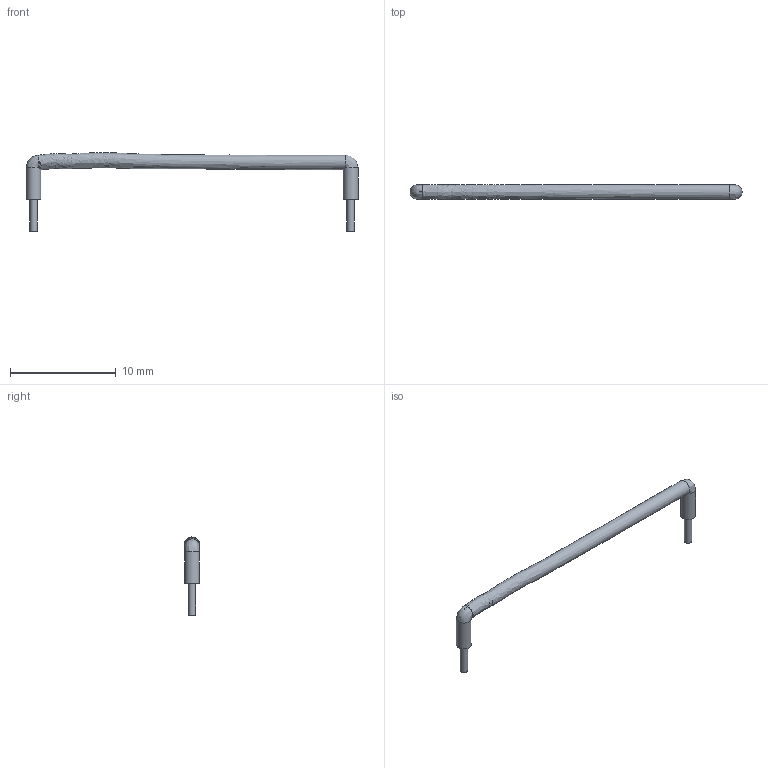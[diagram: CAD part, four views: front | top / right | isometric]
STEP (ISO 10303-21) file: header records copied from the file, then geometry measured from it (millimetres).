
FILE_DESCRIPTION(('FreeCAD Model'),'2;1');
FILE_NAME( 'KiCad/*3d_CAD Models/wire_30mm_Blue.step', '2020-02-08T14:42:31',('kicad StepUp'),('ksu MCAD'), 'Open CASCADE STEP processor 7.2','FreeCAD','Unknown');
FILE_SCHEMA(('CONFIG_CONTROL_DESIGN','SHAPE_APPEARANCE_LAYER_MIM'));
Length unit declared in the file: millimetre
Products named in the file (1): wire_30mm_Blue
Bounding box: 31.4 x 1.4 x 7.42 mm (x, y, z)
Volume: 57.9 mm3; surface area: 181.5 mm2
Topology: 1 solids, 1 shells, 14 faces, 27 edges, 15 vertices
Faces by surface type: plane 5, revolution 4, cylinder 3, extrusion 1, bspline 1
Full cylindrical faces by diameter (mm): 0.7 x2, 1.4 x1
Entity records: 1582 total; most frequent: CARTESIAN_POINT 1159, DIRECTION 66, ORIENTED_EDGE 50, AXIS2_PLACEMENT_3D 28, EDGE_CURVE 25, CIRCLE 17, FACE_BOUND 16, EDGE_LOOP 16
